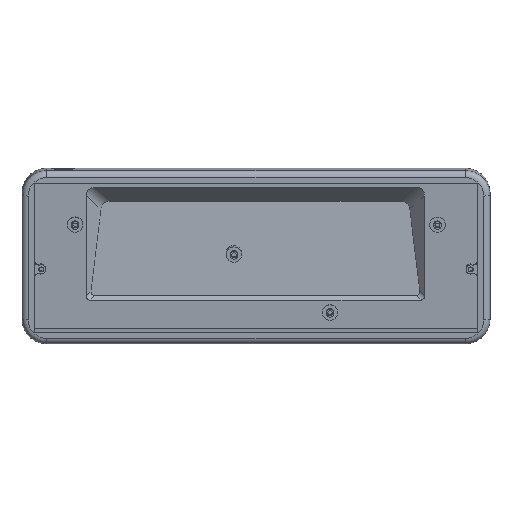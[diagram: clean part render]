
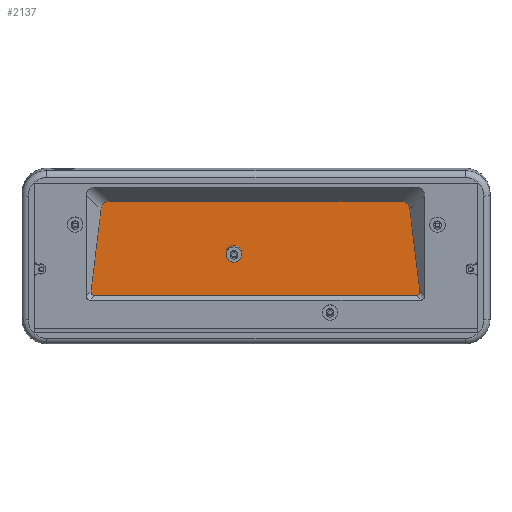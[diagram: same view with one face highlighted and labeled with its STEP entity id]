
A CAD part, top view. The second image highlights one B-rep face of the part: STEP entity #2137.
In plain terms, the highlighted planar face has unit normal (0, 0, 1).
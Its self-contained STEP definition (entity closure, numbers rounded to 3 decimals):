
#1923=CARTESIAN_POINT('',(209.012,122.22,-37.029));
#1924=VERTEX_POINT('',#1923);
#1931=CARTESIAN_POINT('',(0.74,122.22,-37.029));
#1932=VERTEX_POINT('',#1931);
#1933=CARTESIAN_POINT('',(209.012,122.22,-37.029));
#1934=DIRECTION('',(-1.,0.,0.));
#1935=VECTOR('',#1934,208.272);
#1936=LINE('',#1933,#1935);
#1937=EDGE_CURVE('',#1924,#1932,#1936,.T.);
#1956=CARTESIAN_POINT('',(-1.693,125.468,-37.029));
#1957=VERTEX_POINT('',#1956);
#1958=CARTESIAN_POINT('',(4.36,128.717,-37.029));
#1959=DIRECTION('',(0.,0.,-1.));
#1960=DIRECTION('',(0.668,0.744,0.));
#1961=AXIS2_PLACEMENT_3D('',#1958,#1959,#1960);
#1962=ELLIPSE('',#1961,7.957,4.);
#1963=EDGE_CURVE('',#1932,#1957,#1962,.T.);
#1980=CARTESIAN_POINT('',(211.444,125.468,-37.029));
#1981=VERTEX_POINT('',#1980);
#1988=CARTESIAN_POINT('',(205.392,128.717,-37.029));
#1989=DIRECTION('',(0.,0.,-1.));
#1990=DIRECTION('',(0.668,-0.744,-0.));
#1991=AXIS2_PLACEMENT_3D('',#1988,#1989,#1990);
#1992=ELLIPSE('',#1991,7.957,4.);
#1993=EDGE_CURVE('',#1981,#1924,#1992,.T.);
#2004=CARTESIAN_POINT('',(204.998,178.368,-37.029));
#2005=VERTEX_POINT('',#2004);
#2013=CARTESIAN_POINT('',(198.722,183.444,-37.029));
#2014=VERTEX_POINT('',#2013);
#2021=CARTESIAN_POINT('',(194.302,173.292,-37.029));
#2022=DIRECTION('',(-0.,0.,-1.));
#2023=DIRECTION('',(-0.754,-0.657,-0.));
#2024=AXIS2_PLACEMENT_3D('',#2021,#2022,#2023);
#2025=ELLIPSE('',#2024,12.434,8.);
#2026=EDGE_CURVE('',#2014,#2005,#2025,.T.);
#2038=CARTESIAN_POINT('',(11.03,183.444,-37.029));
#2039=VERTEX_POINT('',#2038);
#2046=CARTESIAN_POINT('',(198.722,183.444,-37.029));
#2047=DIRECTION('',(-1.,0.,0.));
#2048=VECTOR('',#2047,187.692);
#2049=LINE('',#2046,#2048);
#2050=EDGE_CURVE('',#2014,#2039,#2049,.T.);
#2062=CARTESIAN_POINT('',(4.754,178.368,-37.029));
#2063=VERTEX_POINT('',#2062);
#2070=CARTESIAN_POINT('',(15.449,173.292,-37.029));
#2071=DIRECTION('',(0.,0.,-1.));
#2072=DIRECTION('',(-0.754,0.657,0.));
#2073=AXIS2_PLACEMENT_3D('',#2070,#2071,#2072);
#2074=ELLIPSE('',#2073,12.434,8.);
#2075=EDGE_CURVE('',#2063,#2039,#2074,.T.);
#2085=CARTESIAN_POINT('',(4.754,178.368,-37.029));
#2086=DIRECTION('',(-0.121,-0.993,-0.));
#2087=VECTOR('',#2086,53.291);
#2088=LINE('',#2085,#2087);
#2089=EDGE_CURVE('',#2063,#1957,#2088,.T.);
#2097=CARTESIAN_POINT('',(116.169,119.24,-37.029));
#2098=DIRECTION('',(0.,0.,-1.));
#2099=DIRECTION('',(0.,1.,0.));
#2100=AXIS2_PLACEMENT_3D('',#2097,#2098,#2099);
#2101=PLANE('',#2100);
#2102=CARTESIAN_POINT('',(91.001,144.57,-37.029));
#2103=VERTEX_POINT('',#2102);
#2104=CARTESIAN_POINT('',(96.001,149.607,-37.029));
#2105=VERTEX_POINT('',#2104);
#2106=CARTESIAN_POINT('',(91.001,149.607,-37.029));
#2107=DIRECTION('',(0.,0.,-1.));
#2108=DIRECTION('',(0.,-1.,-0.));
#2109=AXIS2_PLACEMENT_3D('',#2106,#2107,#2108);
#2110=ELLIPSE('',#2109,5.038,5.);
#2111=EDGE_CURVE('',#2103,#2105,#2110,.T.);
#2112=ORIENTED_EDGE('',*,*,#2111,.T.);
#2113=CARTESIAN_POINT('',(91.001,149.607,-37.029));
#2114=DIRECTION('',(0.,0.,-1.));
#2115=DIRECTION('',(0.,-1.,-0.));
#2116=AXIS2_PLACEMENT_3D('',#2113,#2114,#2115);
#2117=ELLIPSE('',#2116,5.038,5.);
#2118=EDGE_CURVE('',#2105,#2103,#2117,.T.);
#2119=ORIENTED_EDGE('',*,*,#2118,.T.);
#2120=EDGE_LOOP('',(#2112,#2119));
#2121=FACE_BOUND('',#2120,.T.);
#2122=ORIENTED_EDGE('',*,*,#2089,.T.);
#2123=ORIENTED_EDGE('',*,*,#1963,.F.);
#2124=ORIENTED_EDGE('',*,*,#1937,.F.);
#2125=ORIENTED_EDGE('',*,*,#1993,.F.);
#2126=CARTESIAN_POINT('',(204.998,178.368,-37.029));
#2127=DIRECTION('',(0.121,-0.993,-0.));
#2128=VECTOR('',#2127,53.291);
#2129=LINE('',#2126,#2128);
#2130=EDGE_CURVE('',#2005,#1981,#2129,.T.);
#2131=ORIENTED_EDGE('',*,*,#2130,.F.);
#2132=ORIENTED_EDGE('',*,*,#2026,.F.);
#2133=ORIENTED_EDGE('',*,*,#2050,.T.);
#2134=ORIENTED_EDGE('',*,*,#2075,.F.);
#2135=EDGE_LOOP('',(#2122,#2123,#2124,#2125,#2131,#2132,#2133,#2134));
#2136=FACE_BOUND('',#2135,.T.);
#2137=ADVANCED_FACE('',(#2121,#2136),#2101,.F.);
